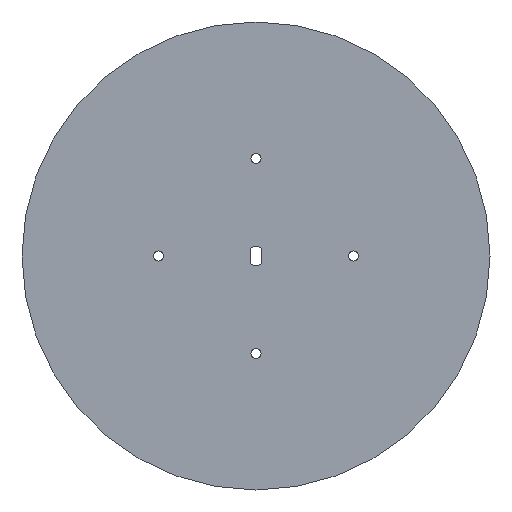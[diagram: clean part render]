
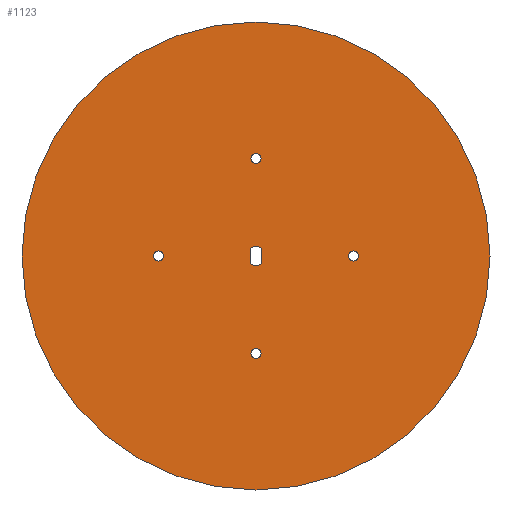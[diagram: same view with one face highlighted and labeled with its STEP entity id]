
A CAD part, front view. The second image highlights one B-rep face of the part: STEP entity #1123.
In plain terms, the highlighted planar face has unit normal (0, -1, 0).
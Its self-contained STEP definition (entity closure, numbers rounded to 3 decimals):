
#51=CIRCLE('',#1192,1.3);
#53=CIRCLE('',#1195,1.3);
#55=CIRCLE('',#1198,1.3);
#57=CIRCLE('',#1201,1.3);
#59=CIRCLE('',#1204,2.5);
#60=CIRCLE('',#1209,2.5);
#61=CIRCLE('',#1212,2.5);
#62=CIRCLE('',#1217,2.5);
#63=CIRCLE('',#1220,60.);
#239=ORIENTED_EDGE('',*,*,#510,.F.);
#240=ORIENTED_EDGE('',*,*,#508,.F.);
#241=ORIENTED_EDGE('',*,*,#506,.F.);
#242=ORIENTED_EDGE('',*,*,#504,.F.);
#243=ORIENTED_EDGE('',*,*,#502,.F.);
#244=ORIENTED_EDGE('',*,*,#500,.F.);
#245=ORIENTED_EDGE('',*,*,#498,.F.);
#246=ORIENTED_EDGE('',*,*,#496,.F.);
#247=ORIENTED_EDGE('',*,*,#494,.F.);
#248=ORIENTED_EDGE('',*,*,#492,.F.);
#249=ORIENTED_EDGE('',*,*,#490,.F.);
#250=ORIENTED_EDGE('',*,*,#488,.F.);
#251=ORIENTED_EDGE('',*,*,#485,.T.);
#252=ORIENTED_EDGE('',*,*,#483,.T.);
#253=ORIENTED_EDGE('',*,*,#481,.T.);
#254=ORIENTED_EDGE('',*,*,#479,.T.);
#255=ORIENTED_EDGE('',*,*,#511,.T.);
#479=EDGE_CURVE('',#619,#619,#51,.T.);
#481=EDGE_CURVE('',#621,#621,#53,.T.);
#483=EDGE_CURVE('',#623,#623,#55,.T.);
#485=EDGE_CURVE('',#625,#625,#57,.T.);
#488=EDGE_CURVE('',#627,#628,#59,.T.);
#490=EDGE_CURVE('',#628,#629,#732,.T.);
#492=EDGE_CURVE('',#629,#630,#734,.T.);
#494=EDGE_CURVE('',#630,#631,#736,.T.);
#496=EDGE_CURVE('',#631,#632,#60,.T.);
#498=EDGE_CURVE('',#632,#633,#739,.T.);
#500=EDGE_CURVE('',#633,#634,#61,.T.);
#502=EDGE_CURVE('',#634,#635,#742,.T.);
#504=EDGE_CURVE('',#635,#636,#744,.T.);
#506=EDGE_CURVE('',#636,#637,#746,.T.);
#508=EDGE_CURVE('',#637,#638,#62,.T.);
#510=EDGE_CURVE('',#638,#627,#749,.T.);
#511=EDGE_CURVE('',#639,#639,#63,.T.);
#619=VERTEX_POINT('',#1755);
#621=VERTEX_POINT('',#1760);
#623=VERTEX_POINT('',#1765);
#625=VERTEX_POINT('',#1770);
#627=VERTEX_POINT('',#1775);
#628=VERTEX_POINT('',#1777);
#629=VERTEX_POINT('',#1781);
#630=VERTEX_POINT('',#1785);
#631=VERTEX_POINT('',#1789);
#632=VERTEX_POINT('',#1793);
#633=VERTEX_POINT('',#1797);
#634=VERTEX_POINT('',#1801);
#635=VERTEX_POINT('',#1805);
#636=VERTEX_POINT('',#1809);
#637=VERTEX_POINT('',#1813);
#638=VERTEX_POINT('',#1817);
#639=VERTEX_POINT('',#1823);
#732=LINE('',#1780,#852);
#734=LINE('',#1784,#854);
#736=LINE('',#1788,#856);
#739=LINE('',#1796,#859);
#742=LINE('',#1804,#862);
#744=LINE('',#1808,#864);
#746=LINE('',#1812,#866);
#749=LINE('',#1820,#869);
#852=VECTOR('',#1437,1000.);
#854=VECTOR('',#1441,1000.);
#856=VECTOR('',#1445,1000.);
#859=VECTOR('',#1454,1000.);
#862=VECTOR('',#1463,1000.);
#864=VECTOR('',#1467,1000.);
#866=VECTOR('',#1471,1000.);
#869=VECTOR('',#1480,1000.);
#936=EDGE_LOOP('',(#239,#240,#241,#242,#243,#244,#245,#246,#247,#248,#249,
#250));
#937=EDGE_LOOP('',(#251));
#938=EDGE_LOOP('',(#252));
#939=EDGE_LOOP('',(#253));
#940=EDGE_LOOP('',(#254));
#941=EDGE_LOOP('',(#255));
#1012=FACE_BOUND('',#936,.T.);
#1013=FACE_BOUND('',#937,.T.);
#1014=FACE_BOUND('',#938,.T.);
#1015=FACE_BOUND('',#939,.T.);
#1016=FACE_BOUND('',#940,.T.);
#1017=FACE_BOUND('',#941,.T.);
#1075=PLANE('',#1219);
#1123=ADVANCED_FACE('',(#1012,#1013,#1014,#1015,#1016,#1017),#1075,.F.);
#1192=AXIS2_PLACEMENT_3D('',#1754,#1407,#1408);
#1195=AXIS2_PLACEMENT_3D('',#1759,#1413,#1414);
#1198=AXIS2_PLACEMENT_3D('',#1764,#1419,#1420);
#1201=AXIS2_PLACEMENT_3D('',#1769,#1425,#1426);
#1204=AXIS2_PLACEMENT_3D('',#1776,#1432,#1433);
#1209=AXIS2_PLACEMENT_3D('',#1792,#1449,#1450);
#1212=AXIS2_PLACEMENT_3D('',#1800,#1458,#1459);
#1217=AXIS2_PLACEMENT_3D('',#1816,#1475,#1476);
#1219=AXIS2_PLACEMENT_3D('',#1821,#1481,#1482);
#1220=AXIS2_PLACEMENT_3D('',#1822,#1483,#1484);
#1407=DIRECTION('',(0.,1.,0.));
#1408=DIRECTION('',(1.,0.,0.));
#1413=DIRECTION('',(0.,1.,0.));
#1414=DIRECTION('',(0.,0.,1.));
#1419=DIRECTION('',(0.,1.,0.));
#1420=DIRECTION('',(-1.,0.,0.));
#1425=DIRECTION('',(0.,1.,0.));
#1426=DIRECTION('',(0.,0.,-1.));
#1432=DIRECTION('',(0.,-1.,0.));
#1433=DIRECTION('',(1.,0.,0.));
#1437=DIRECTION('',(0.,0.,-1.));
#1441=DIRECTION('',(1.,0.,0.));
#1445=DIRECTION('',(0.,0.,1.));
#1449=DIRECTION('',(0.,-1.,0.));
#1450=DIRECTION('',(1.,0.,0.));
#1454=DIRECTION('',(0.,0.,1.));
#1458=DIRECTION('',(0.,-1.,0.));
#1459=DIRECTION('',(1.,0.,0.));
#1463=DIRECTION('',(0.,0.,1.));
#1467=DIRECTION('',(-1.,0.,0.));
#1471=DIRECTION('',(0.,0.,-1.));
#1475=DIRECTION('',(0.,-1.,0.));
#1476=DIRECTION('',(1.,0.,0.));
#1480=DIRECTION('',(0.,0.,-1.));
#1481=DIRECTION('',(0.,1.,0.));
#1482=DIRECTION('',(0.,0.,1.));
#1483=DIRECTION('',(0.,-1.,0.));
#1484=DIRECTION('',(1.,0.,0.));
#1754=CARTESIAN_POINT('',(0.,-5.001,25.));
#1755=CARTESIAN_POINT('',(1.3,-5.001,25.));
#1759=CARTESIAN_POINT('',(-25.,-5.001,0.));
#1760=CARTESIAN_POINT('',(-25.,-5.001,1.3));
#1764=CARTESIAN_POINT('',(0.,-5.001,-25.));
#1765=CARTESIAN_POINT('',(-1.3,-5.001,-25.));
#1769=CARTESIAN_POINT('',(25.,-5.001,0.));
#1770=CARTESIAN_POINT('',(25.,-5.001,-1.3));
#1775=CARTESIAN_POINT('',(-1.5,-5.001,-2.));
#1776=CARTESIAN_POINT('',(0.,-5.001,0.));
#1777=CARTESIAN_POINT('',(-0.733,-5.001,-2.39));
#1780=CARTESIAN_POINT('',(-0.733,-5.001,-2.39));
#1781=CARTESIAN_POINT('',(-0.733,-5.001,-2.5));
#1784=CARTESIAN_POINT('',(0.,-5.001,-2.5));
#1785=CARTESIAN_POINT('',(0.733,-5.001,-2.5));
#1788=CARTESIAN_POINT('',(0.733,-5.001,-2.5));
#1789=CARTESIAN_POINT('',(0.733,-5.001,-2.39));
#1792=CARTESIAN_POINT('',(0.,-5.001,0.));
#1793=CARTESIAN_POINT('',(1.5,-5.001,-2.));
#1796=CARTESIAN_POINT('',(1.5,-5.001,2.));
#1797=CARTESIAN_POINT('',(1.5,-5.001,2.));
#1800=CARTESIAN_POINT('',(0.,-5.001,0.));
#1801=CARTESIAN_POINT('',(0.733,-5.001,2.39));
#1804=CARTESIAN_POINT('',(0.733,-5.001,2.39));
#1805=CARTESIAN_POINT('',(0.733,-5.001,2.5));
#1808=CARTESIAN_POINT('',(0.,-5.001,2.5));
#1809=CARTESIAN_POINT('',(-0.733,-5.001,2.5));
#1812=CARTESIAN_POINT('',(-0.733,-5.001,2.5));
#1813=CARTESIAN_POINT('',(-0.733,-5.001,2.39));
#1816=CARTESIAN_POINT('',(0.,-5.001,0.));
#1817=CARTESIAN_POINT('',(-1.5,-5.001,2.));
#1820=CARTESIAN_POINT('',(-1.5,-5.001,-2.));
#1821=CARTESIAN_POINT('',(0.,-5.001,0.));
#1822=CARTESIAN_POINT('',(0.,-5.001,0.));
#1823=CARTESIAN_POINT('',(60.,-5.001,0.));
